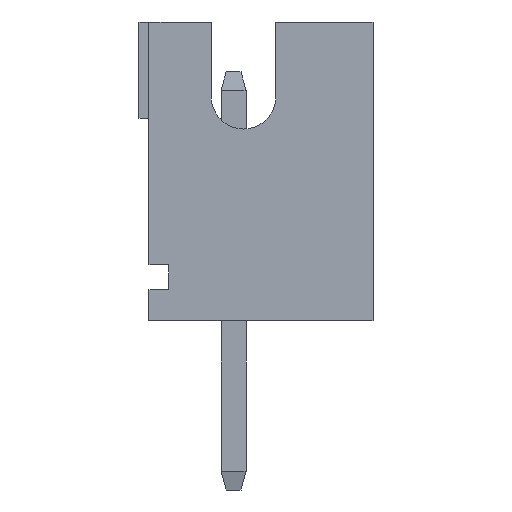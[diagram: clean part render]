
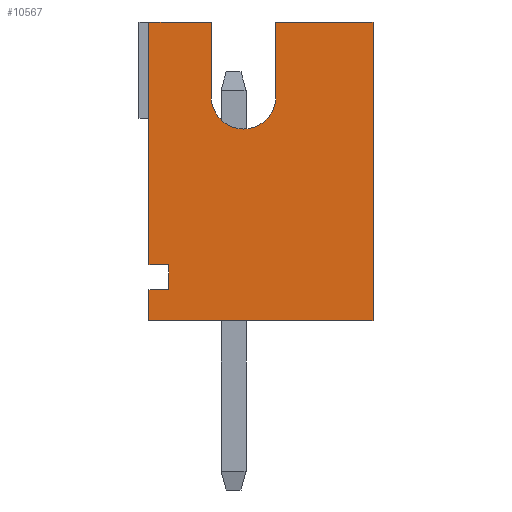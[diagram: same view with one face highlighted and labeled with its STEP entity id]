
A CAD part, left-side view. The second image highlights one B-rep face of the part: STEP entity #10567.
In plain terms, the highlighted planar face has unit normal (-1, 0, 0).
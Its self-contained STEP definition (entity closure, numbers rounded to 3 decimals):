
#19=CIRCLE('',#11125,0.65);
#355=FACE_OUTER_BOUND('',#960,.T.);
#960=EDGE_LOOP('',(#8008,#8009,#8010,#8011,#8012,#8013,#8014,#8015,#8016,
#8017,#8018,#8019));
#1520=LINE('',#14533,#2924);
#1600=LINE('',#14696,#3004);
#2029=LINE('',#15554,#3433);
#2065=LINE('',#15628,#3469);
#2066=LINE('',#15631,#3470);
#2082=LINE('',#15662,#3486);
#2084=LINE('',#15667,#3488);
#2091=LINE('',#15683,#3495);
#2093=LINE('',#15686,#3497);
#2095=LINE('',#15690,#3499);
#2156=LINE('',#15813,#3560);
#2924=VECTOR('',#11913,6.);
#3004=VECTOR('',#12007,4.875);
#3433=VECTOR('',#12710,1.25);
#3469=VECTOR('',#12780,1.95);
#3470=VECTOR('',#12783,4.5);
#3486=VECTOR('',#12817,1.5);
#3488=VECTOR('',#12821,1.5);
#3495=VECTOR('',#12842,0.5);
#3497=VECTOR('',#12846,0.4);
#3499=VECTOR('',#12850,0.4);
#3560=VECTOR('',#12915,0.625);
#4235=VERTEX_POINT('',#14530);
#4236=VERTEX_POINT('',#14532);
#4311=VERTEX_POINT('',#14693);
#4312=VERTEX_POINT('',#14695);
#4604=VERTEX_POINT('',#15553);
#4625=VERTEX_POINT('',#15626);
#4626=VERTEX_POINT('',#15630);
#4632=VERTEX_POINT('',#15660);
#4634=VERTEX_POINT('',#15666);
#4635=VERTEX_POINT('',#15680);
#4636=VERTEX_POINT('',#15682);
#4637=VERTEX_POINT('',#15688);
#5227=EDGE_CURVE('',#4236,#4235,#1520,.T.);
#5307=EDGE_CURVE('',#4311,#4312,#1600,.T.);
#5736=EDGE_CURVE('',#4312,#4604,#2029,.T.);
#5774=EDGE_CURVE('',#4625,#4235,#2065,.T.);
#5775=EDGE_CURVE('',#4626,#4236,#2066,.T.);
#5791=EDGE_CURVE('',#4625,#4632,#2082,.T.);
#5793=EDGE_CURVE('',#4634,#4604,#2084,.T.);
#5796=EDGE_CURVE('',#4632,#4634,#19,.T.);
#5802=EDGE_CURVE('',#4636,#4635,#2091,.T.);
#5804=EDGE_CURVE('',#4311,#4636,#2093,.T.);
#5806=EDGE_CURVE('',#4635,#4637,#2095,.T.);
#5867=EDGE_CURVE('',#4626,#4637,#2156,.T.);
#8008=ORIENTED_EDGE('',*,*,#5793,.T.);
#8009=ORIENTED_EDGE('',*,*,#5736,.F.);
#8010=ORIENTED_EDGE('',*,*,#5307,.F.);
#8011=ORIENTED_EDGE('',*,*,#5804,.T.);
#8012=ORIENTED_EDGE('',*,*,#5802,.T.);
#8013=ORIENTED_EDGE('',*,*,#5806,.T.);
#8014=ORIENTED_EDGE('',*,*,#5867,.F.);
#8015=ORIENTED_EDGE('',*,*,#5775,.T.);
#8016=ORIENTED_EDGE('',*,*,#5227,.T.);
#8017=ORIENTED_EDGE('',*,*,#5774,.F.);
#8018=ORIENTED_EDGE('',*,*,#5791,.T.);
#8019=ORIENTED_EDGE('',*,*,#5796,.T.);
#9450=PLANE('',#11133);
#10567=ADVANCED_FACE('',(#355),#9450,.T.);
#11125=AXIS2_PLACEMENT_3D('',#15671,#12827,#12828);
#11133=AXIS2_PLACEMENT_3D('',#15812,#12913,#12914);
#11913=DIRECTION('',(0.,0.,1.));
#12007=DIRECTION('',(0.,0.,1.));
#12710=DIRECTION('',(0.,-1.,0.));
#12780=DIRECTION('',(0.,-1.,0.));
#12783=DIRECTION('',(0.,-1.,0.));
#12817=DIRECTION('',(0.,0.,-1.));
#12821=DIRECTION('',(0.,0.,1.));
#12827=DIRECTION('center_axis',(1.,0.,0.));
#12828=DIRECTION('ref_axis',(0.,-1.,0.));
#12842=DIRECTION('',(0.,0.,-1.));
#12846=DIRECTION('',(0.,-1.,0.));
#12850=DIRECTION('',(0.,1.,0.));
#12913=DIRECTION('center_axis',(-1.,0.,0.));
#12914=DIRECTION('ref_axis',(0.,-1.,0.));
#12915=DIRECTION('',(0.,0.,1.));
#14530=CARTESIAN_POINT('',(-15.95,-2.8,6.));
#14532=CARTESIAN_POINT('',(-15.95,-2.8,0.));
#14533=CARTESIAN_POINT('',(-15.95,-2.8,0.225));
#14693=CARTESIAN_POINT('',(-15.95,1.7,1.125));
#14695=CARTESIAN_POINT('',(-15.95,1.7,6.));
#14696=CARTESIAN_POINT('',(-15.95,1.7,0.3));
#15553=CARTESIAN_POINT('',(-15.95,0.45,6.));
#15554=CARTESIAN_POINT('',(-15.95,1.7,6.));
#15626=CARTESIAN_POINT('',(-15.95,-0.85,6.));
#15628=CARTESIAN_POINT('',(-15.95,1.7,6.));
#15630=CARTESIAN_POINT('',(-15.95,1.7,0.));
#15631=CARTESIAN_POINT('',(-15.95,1.7,0.));
#15660=CARTESIAN_POINT('',(-15.95,-0.85,4.5));
#15662=CARTESIAN_POINT('',(-15.95,-0.85,3.15));
#15666=CARTESIAN_POINT('',(-15.95,0.45,4.5));
#15667=CARTESIAN_POINT('',(-15.95,0.45,2.4));
#15671=CARTESIAN_POINT('Origin',(-15.95,-0.2,4.5));
#15680=CARTESIAN_POINT('',(-15.95,1.3,0.625));
#15682=CARTESIAN_POINT('',(-15.95,1.3,1.125));
#15683=CARTESIAN_POINT('',(-15.95,1.3,0.713));
#15686=CARTESIAN_POINT('',(-15.95,1.7,1.125));
#15688=CARTESIAN_POINT('',(-15.95,1.7,0.625));
#15690=CARTESIAN_POINT('',(-15.95,1.5,0.625));
#15812=CARTESIAN_POINT('Origin',(-15.95,1.7,0.3));
#15813=CARTESIAN_POINT('',(-15.95,1.7,0.));
